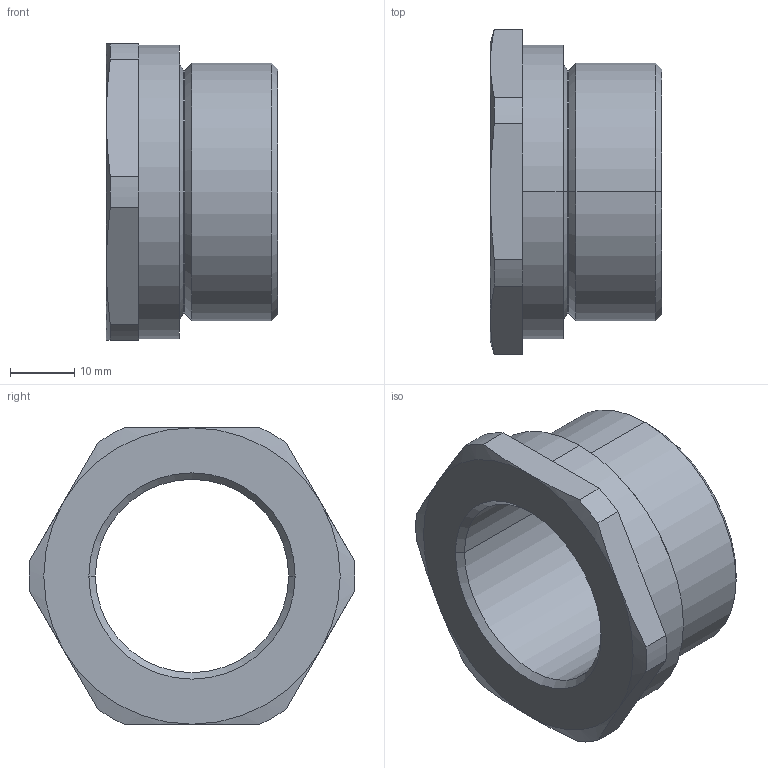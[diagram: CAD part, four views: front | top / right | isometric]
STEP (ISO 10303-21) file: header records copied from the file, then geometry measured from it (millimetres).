
FILE_DESCRIPTION (( 'STEP AP203' ), '1' );
FILE_NAME ('737DM5M4.STEP', '2016-09-27T14:39:02', ( '' ), ( '' ), 'SwSTEP 2.0', 'SolidWorks 2014', '' );
FILE_SCHEMA (( 'CONFIG_CONTROL_DESIGN' ));
Length unit declared in the file: millimetre
Products named in the file (1): 737DM5M4
Bounding box: 26.6 x 50.58 x 46 mm (x, y, z)
Volume: 19394.4 mm3; surface area: 8230.5 mm2
Topology: 1 solids, 1 shells, 40 faces, 90 edges, 54 vertices
Faces by surface type: cone 16, cylinder 14, plane 10
Entity records: 1229 total; most frequent: CARTESIAN_POINT 245, DIRECTION 202, ORIENTED_EDGE 180, EDGE_CURVE 90, AXIS2_PLACEMENT_3D 83, VERTEX_POINT 54, EDGE_LOOP 44, CIRCLE 42
